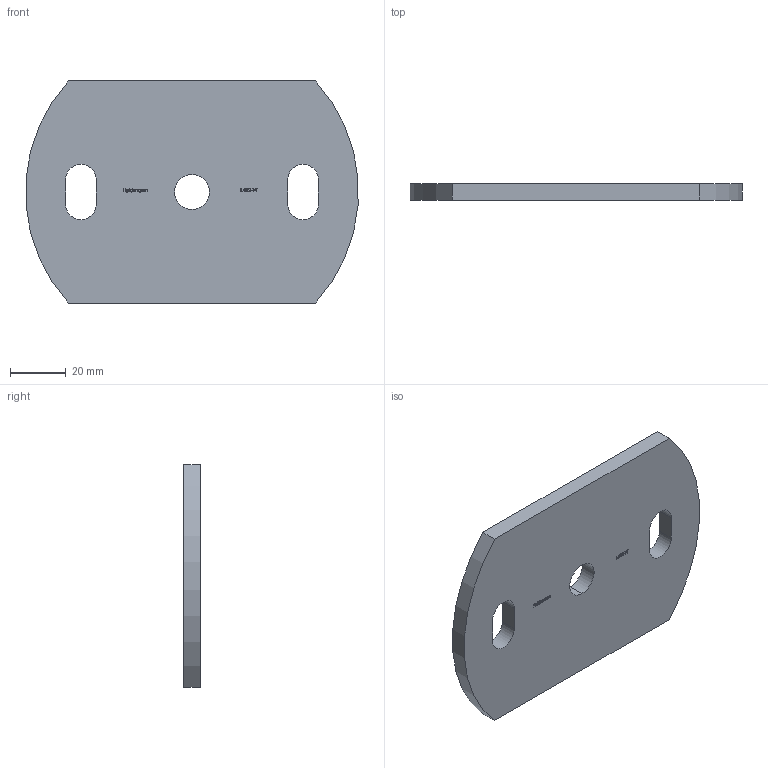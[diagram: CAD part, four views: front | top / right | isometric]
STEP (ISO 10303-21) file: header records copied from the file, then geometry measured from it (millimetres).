
FILE_DESCRIPTION (( 'STEP AP203' ), '1' );
FILE_NAME ('1422-W.step', '2019-04-03T11:43:23', ( '' ), ( '' ), 'SwSTEP 2.0', 'SolidWorks 2015', '' );
FILE_SCHEMA (( 'CONFIG_CONTROL_DESIGN' ));
Length unit declared in the file: millimetre
Products named in the file (1): 1422-W
Bounding box: 119.6 x 6 x 80 mm (x, y, z)
Volume: 49866.6 mm3; surface area: 19618 mm2
Topology: 1 solids, 1 shells, 198 faces, 534 edges, 356 vertices
Faces by surface type: plane 128, bspline 60, cylinder 10
Entity records: 9235 total; most frequent: CARTESIAN_POINT 4557, ORIENTED_EDGE 1068, DIRECTION 712, EDGE_CURVE 534, LINE 394, VECTOR 394, VERTEX_POINT 356, EDGE_LOOP 222
